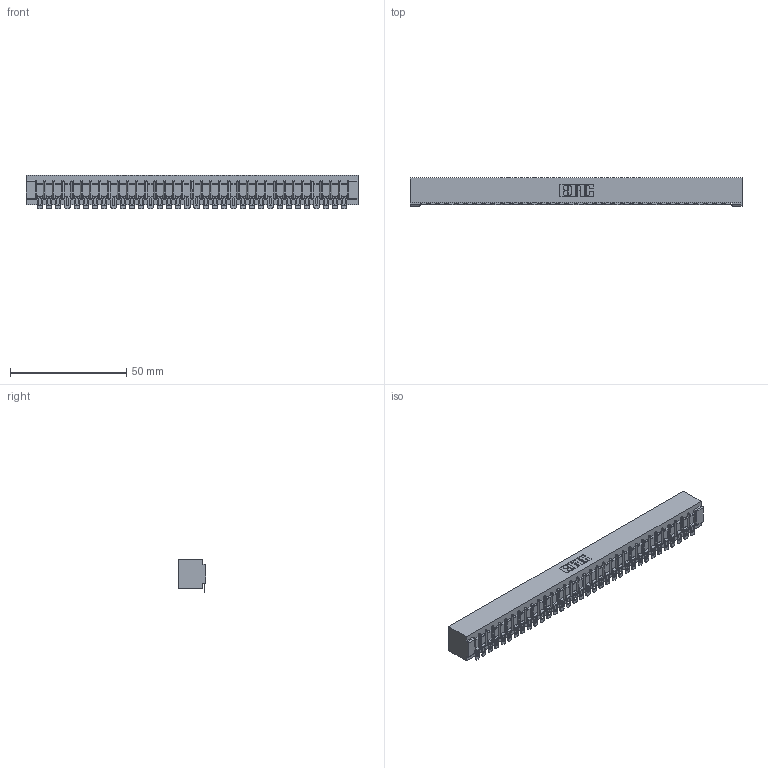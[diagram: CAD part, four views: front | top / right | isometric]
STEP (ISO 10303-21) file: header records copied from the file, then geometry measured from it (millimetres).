
FILE_DESCRIPTION (( 'STEP AP203' ), '1' );
FILE_NAME ('307-034-454-101.STEP', '2020-09-28T21:40:36', ( '' ), ( '' ), 'SwSTEP 2.0', 'SolidWorks 2020', '' );
FILE_SCHEMA (( 'CONFIG_CONTROL_DESIGN' ));
Length unit declared in the file: inch
Products named in the file (3): 307 Part_No Mounting Lugs; 307-034-454-101; 307-290-002_554
Assembly tree (35 placements, depth 2):
  307-034-454-101
    307 Part_No Mounting Lugs
    307-290-002_554  x34
Bounding box: 142.6 x 12.01 x 14.52 mm (x, y, z)
Volume: 15769.9 mm3; surface area: 20133.8 mm2
Topology: 35 solids, 35 shells, 2899 faces, 8901 edges, 5838 vertices
Faces by surface type: plane 1630, cylinder 1199, sphere 70
Entity records: 30821 total; most frequent: CARTESIAN_POINT 5198, ORIENTED_EDGE 5188, DIRECTION 5058, EDGE_CURVE 2594, VECTOR 1978, LINE 1978, VERTEX_POINT 1680, AXIS2_PLACEMENT_3D 1540
